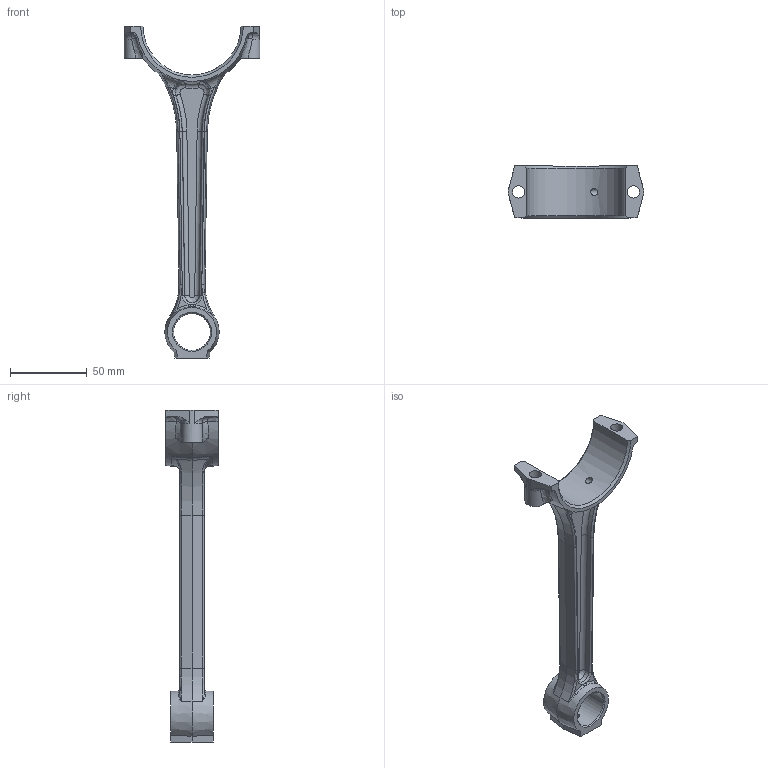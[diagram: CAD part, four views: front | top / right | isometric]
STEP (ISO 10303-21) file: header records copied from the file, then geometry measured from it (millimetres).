
FILE_DESCRIPTION( ( 'STEP Version 203' ), '1' );
FILE_NAME( ' ', '11/12/10 09:27:59', ( 'aho' ), ( ' ' ), 'PSStep 14.0', 'DesignModeler STEP Output', ' ' );
FILE_SCHEMA( ( 'AUTOMOTIVE_DESIGN { 1 0 10303 214 1 1 1 1 }' ) );
Length unit declared in the file: metre
Products named in the file (1): Connecting Rod
Bounding box: 88.63 x 34 x 216.82 mm (x, y, z)
Volume: 58374.3 mm3; surface area: 28459.7 mm2
Topology: 1 solids, 1 shells, 160 faces, 397 edges, 222 vertices
Faces by surface type: bspline 44, plane 37, torus 32, cone 23, cylinder 20, sphere 4
Full cylindrical faces by diameter (mm): 4.5 x2, 8 x2, 24 x1
Entity records: 12188 total; most frequent: CARTESIAN_POINT 7634, ORIENTED_EDGE 746, DIRECTION 662, EDGE_CURVE 373, AXIS2_PLACEMENT_3D 286, VERTEX_POINT 222, EDGE_LOOP 177, CIRCLE 169
